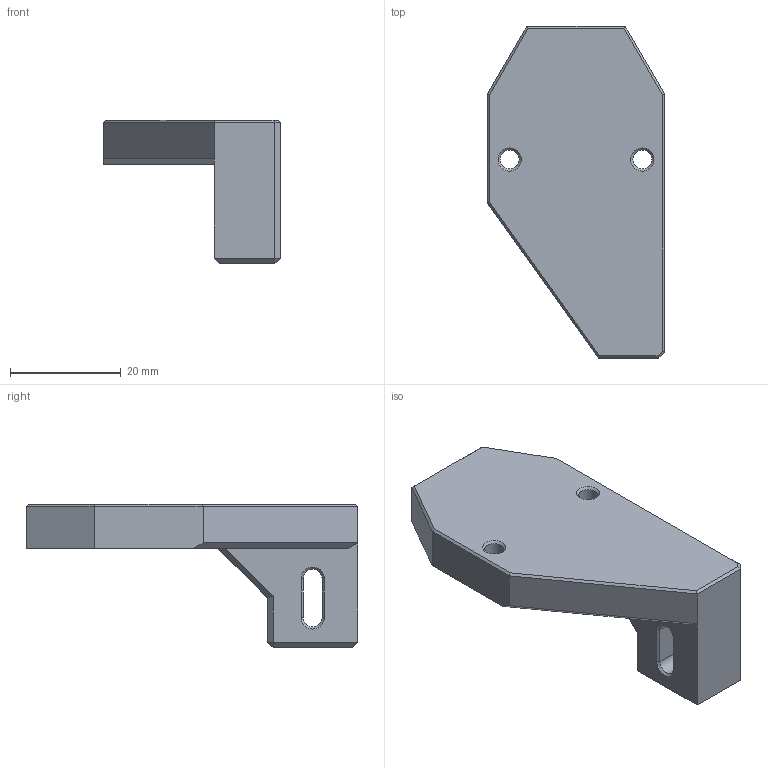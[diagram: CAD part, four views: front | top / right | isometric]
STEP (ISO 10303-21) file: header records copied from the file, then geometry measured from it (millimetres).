
FILE_DESCRIPTION(('FreeCAD Model'),'2;1');
FILE_NAME('Open CASCADE Shape Model','2024-12-01T13:15:55',(''),(''), 'Open CASCADE STEP processor 7.8','FreeCAD','Unknown');
FILE_SCHEMA(('AUTOMOTIVE_DESIGN { 1 0 10303 214 1 1 1 1 }'));
Length unit declared in the file: millimetre
Products named in the file (2): Nudge_Mount_Part1; Body
Assembly tree (1 placements, depth 2):
  Nudge_Mount_Part1
    Body
Bounding box: 32 x 60 x 26 mm (x, y, z)
Volume: 15391.6 mm3; surface area: 5847.5 mm2
Topology: 1 solids, 1 shells, 63 faces, 139 edges, 81 vertices
Faces by surface type: plane 43, cone 11, cylinder 9
Full cylindrical faces by diameter (mm): 3.4 x2, 6 x2, 6.2 x3
Entity records: 3551 total; most frequent: CARTESIAN_POINT 596, DIRECTION 566, LINE 373, VECTOR 373, ORIENTED_EDGE 278, PCURVE 278, DEFINITIONAL_REPRESENTATION 278, EDGE_CURVE 139
